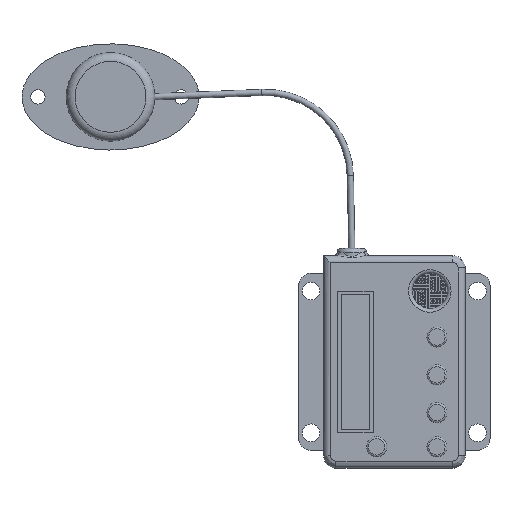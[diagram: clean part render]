
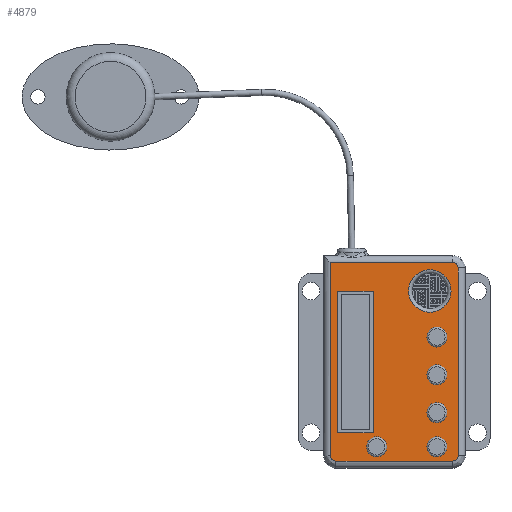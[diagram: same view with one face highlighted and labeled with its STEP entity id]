
A CAD part, top view. The second image highlights one B-rep face of the part: STEP entity #4879.
In plain terms, the highlighted planar face has unit normal (0, 0, 1).
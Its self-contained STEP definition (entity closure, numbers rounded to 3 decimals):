
#281=FACE_BOUND('',#1047,.T.);
#282=FACE_BOUND('',#1048,.T.);
#332=PLANE('',#5519);
#579=FACE_OUTER_BOUND('',#1046,.T.);
#1046=EDGE_LOOP('',(#4278,#4279,#4280,#4281,#4282,#4283,#4284));
#1047=EDGE_LOOP('',(#4285));
#1048=EDGE_LOOP('',(#4286,#4287,#4288,#4289));
#1297=LINE('',#8313,#1562);
#1302=LINE('',#8376,#1567);
#1334=LINE('',#8812,#1599);
#1335=LINE('',#8814,#1600);
#1336=LINE('',#8821,#1601);
#1337=LINE('',#8823,#1602);
#1338=LINE('',#8825,#1603);
#1339=LINE('',#8826,#1604);
#1562=VECTOR('',#6720,10.);
#1567=VECTOR('',#6753,10.);
#1599=VECTOR('',#6907,10.);
#1600=VECTOR('',#6910,10.);
#1601=VECTOR('',#6917,10.);
#1602=VECTOR('',#6918,10.);
#1603=VECTOR('',#6919,10.);
#1604=VECTOR('',#6920,10.);
#1953=CIRCLE('',#5430,1.5);
#1966=CIRCLE('',#5452,1.5);
#1977=CIRCLE('',#5467,1.5);
#2001=CIRCLE('',#5520,6.);
#2351=VERTEX_POINT('',#8243);
#2352=VERTEX_POINT('',#8245);
#2368=VERTEX_POINT('',#8312);
#2375=VERTEX_POINT('',#8366);
#2376=VERTEX_POINT('',#8368);
#2378=VERTEX_POINT('',#8374);
#2388=VERTEX_POINT('',#8441);
#2428=VERTEX_POINT('',#8817);
#2429=VERTEX_POINT('',#8819);
#2430=VERTEX_POINT('',#8820);
#2431=VERTEX_POINT('',#8822);
#2432=VERTEX_POINT('',#8824);
#2939=EDGE_CURVE('',#2351,#2352,#1953,.T.);
#2963=EDGE_CURVE('',#2352,#2368,#1297,.T.);
#2977=EDGE_CURVE('',#2375,#2376,#1966,.T.);
#2981=EDGE_CURVE('',#2378,#2375,#1302,.T.);
#2996=EDGE_CURVE('',#2388,#2378,#1977,.T.);
#3062=EDGE_CURVE('',#2376,#2351,#1334,.T.);
#3063=EDGE_CURVE('',#2368,#2388,#1335,.T.);
#3064=EDGE_CURVE('',#2428,#2428,#2001,.T.);
#3065=EDGE_CURVE('',#2429,#2430,#1336,.T.);
#3066=EDGE_CURVE('',#2430,#2431,#1337,.T.);
#3067=EDGE_CURVE('',#2431,#2432,#1338,.T.);
#3068=EDGE_CURVE('',#2432,#2429,#1339,.T.);
#4278=ORIENTED_EDGE('',*,*,#2939,.F.);
#4279=ORIENTED_EDGE('',*,*,#3062,.F.);
#4280=ORIENTED_EDGE('',*,*,#2977,.F.);
#4281=ORIENTED_EDGE('',*,*,#2981,.F.);
#4282=ORIENTED_EDGE('',*,*,#2996,.F.);
#4283=ORIENTED_EDGE('',*,*,#3063,.F.);
#4284=ORIENTED_EDGE('',*,*,#2963,.F.);
#4285=ORIENTED_EDGE('',*,*,#3064,.F.);
#4286=ORIENTED_EDGE('',*,*,#3065,.T.);
#4287=ORIENTED_EDGE('',*,*,#3066,.T.);
#4288=ORIENTED_EDGE('',*,*,#3067,.T.);
#4289=ORIENTED_EDGE('',*,*,#3068,.T.);
#4879=ADVANCED_FACE('',(#579,#281,#282),#332,.T.);
#5430=AXIS2_PLACEMENT_3D('',#8246,#6681,#6682);
#5452=AXIS2_PLACEMENT_3D('',#8369,#6744,#6745);
#5467=AXIS2_PLACEMENT_3D('',#8443,#6779,#6780);
#5519=AXIS2_PLACEMENT_3D('',#8816,#6913,#6914);
#5520=AXIS2_PLACEMENT_3D('',#8818,#6915,#6916);
#6681=DIRECTION('center_axis',(0.,0.,-1.));
#6682=DIRECTION('ref_axis',(-0.707,-0.707,0.));
#6720=DIRECTION('',(0.,1.,0.));
#6744=DIRECTION('center_axis',(0.,0.,-1.));
#6745=DIRECTION('ref_axis',(0.707,-0.707,0.));
#6753=DIRECTION('',(0.,-1.,0.));
#6779=DIRECTION('center_axis',(0.,0.,-1.));
#6780=DIRECTION('ref_axis',(0.707,0.707,0.));
#6907=DIRECTION('',(-1.,0.,0.));
#6910=DIRECTION('',(1.,0.,0.));
#6913=DIRECTION('center_axis',(0.,0.,1.));
#6914=DIRECTION('ref_axis',(1.,0.,0.));
#6915=DIRECTION('center_axis',(0.,0.,1.));
#6916=DIRECTION('ref_axis',(-1.,0.,0.));
#6917=DIRECTION('',(1.,0.,0.));
#6918=DIRECTION('',(0.,-1.,0.));
#6919=DIRECTION('',(-1.,0.,0.));
#6920=DIRECTION('',(0.,1.,0.));
#8243=CARTESIAN_POINT('',(-16.5,-28.,10.));
#8245=CARTESIAN_POINT('',(-18.,-26.5,10.));
#8246=CARTESIAN_POINT('Origin',(-16.5,-26.5,10.));
#8312=CARTESIAN_POINT('',(-18.,28.,10.));
#8313=CARTESIAN_POINT('',(-18.,15.,10.));
#8366=CARTESIAN_POINT('',(18.,-26.5,10.));
#8368=CARTESIAN_POINT('',(16.5,-28.,10.));
#8369=CARTESIAN_POINT('Origin',(16.5,-26.5,10.));
#8374=CARTESIAN_POINT('',(18.,26.5,10.));
#8376=CARTESIAN_POINT('',(18.,-15.,10.));
#8441=CARTESIAN_POINT('',(16.5,28.,10.));
#8443=CARTESIAN_POINT('Origin',(16.5,26.5,10.));
#8812=CARTESIAN_POINT('',(-10.,-28.,10.));
#8814=CARTESIAN_POINT('',(10.,28.,10.));
#8816=CARTESIAN_POINT('Origin',(0.,0.,10.));
#8817=CARTESIAN_POINT('',(16.,20.,10.));
#8818=CARTESIAN_POINT('Origin',(10.,20.,10.));
#8819=CARTESIAN_POINT('',(-16.,20.,10.));
#8820=CARTESIAN_POINT('',(-6.,20.,10.));
#8821=CARTESIAN_POINT('',(-8.,20.,10.));
#8822=CARTESIAN_POINT('',(-6.,-20.,10.));
#8823=CARTESIAN_POINT('',(-6.,10.,10.));
#8824=CARTESIAN_POINT('',(-16.,-20.,10.));
#8825=CARTESIAN_POINT('',(-3.,-20.,10.));
#8826=CARTESIAN_POINT('',(-16.,-10.,10.));
